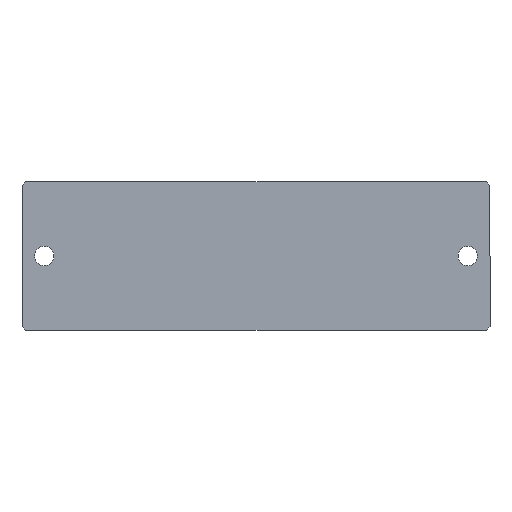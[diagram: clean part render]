
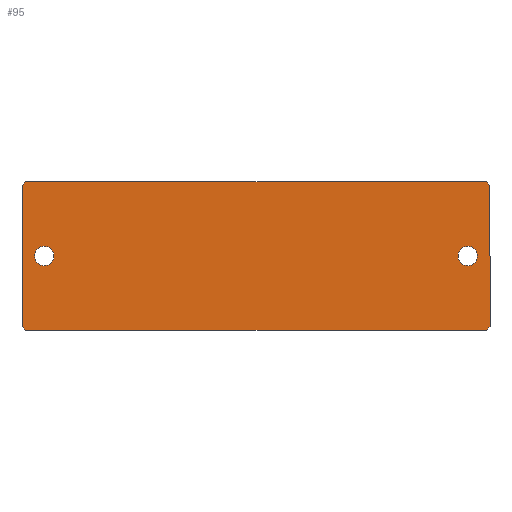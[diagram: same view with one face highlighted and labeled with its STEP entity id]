
A CAD part, top view. The second image highlights one B-rep face of the part: STEP entity #95.
In plain terms, the highlighted planar face has unit normal (0, 0, 1).
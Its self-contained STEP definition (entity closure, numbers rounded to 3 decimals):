
#8 = VECTOR ( 'NONE', #398, 1000. ) ;
#11 = AXIS2_PLACEMENT_3D ( 'NONE', #468, #438, #450 ) ;
#12 = VECTOR ( 'NONE', #407, 1000. ) ;
#23 = CIRCLE ( 'NONE', #11, 1.3 ) ;
#32 = VECTOR ( 'NONE', #410, 1000. ) ;
#42 = VECTOR ( 'NONE', #437, 1000. ) ;
#44 = AXIS2_PLACEMENT_3D ( 'NONE', #269, #255, #274 ) ;
#51 = AXIS2_PLACEMENT_3D ( 'NONE', #338, #309, #290 ) ;
#53 = CIRCLE ( 'NONE', #58, 1.3 ) ;
#54 = CIRCLE ( 'NONE', #44, 1.3 ) ;
#55 = VECTOR ( 'NONE', #266, 1000. ) ;
#58 = AXIS2_PLACEMENT_3D ( 'NONE', #250, #278, #257 ) ;
#64 = VECTOR ( 'NONE', #368, 1000. ) ;
#67 = VECTOR ( 'NONE', #383, 1000. ) ;
#74 = CIRCLE ( 'NONE', #75, 1.3 ) ;
#75 = AXIS2_PLACEMENT_3D ( 'NONE', #390, #414, #388 ) ;
#78 = VECTOR ( 'NONE', #347, 1000. ) ;
#86 = EDGE_CURVE ( 'NONE', #173, #153, #54, .T. ) ;
#87 = EDGE_CURVE ( 'NONE', #158, #162, #289, .T. ) ;
#90 = EDGE_CURVE ( 'NONE', #174, #160, #53, .T. ) ;
#95 = ADVANCED_FACE ( 'NONE', ( #336, #324, #337 ), #302, .T. ) ;
#108 = EDGE_CURVE ( 'NONE', #176, #158, #359, .T. ) ;
#109 = EDGE_CURVE ( 'NONE', #152, #149, #370, .T. ) ;
#114 = EDGE_CURVE ( 'NONE', #149, #164, #344, .T. ) ;
#116 = EDGE_CURVE ( 'NONE', #160, #174, #74, .T. ) ;
#121 = EDGE_CURVE ( 'NONE', #164, #167, #385, .T. ) ;
#122 = EDGE_CURVE ( 'NONE', #167, #176, #405, .T. ) ;
#125 = EDGE_CURVE ( 'NONE', #162, #177, #409, .T. ) ;
#130 = EDGE_CURVE ( 'NONE', #153, #173, #23, .T. ) ;
#133 = EDGE_CURVE ( 'NONE', #177, #152, #461, .T. ) ;
#148 = ORIENTED_EDGE ( 'NONE', *, *, #130, .F. ) ;
#149 = VERTEX_POINT ( 'NONE', #441 ) ;
#152 = VERTEX_POINT ( 'NONE', #456 ) ;
#153 = VERTEX_POINT ( 'NONE', #454 ) ;
#156 = ORIENTED_EDGE ( 'NONE', *, *, #122, .T. ) ;
#158 = VERTEX_POINT ( 'NONE', #464 ) ;
#160 = VERTEX_POINT ( 'NONE', #469 ) ;
#162 = VERTEX_POINT ( 'NONE', #453 ) ;
#164 = VERTEX_POINT ( 'NONE', #445 ) ;
#167 = VERTEX_POINT ( 'NONE', #426 ) ;
#173 = VERTEX_POINT ( 'NONE', #457 ) ;
#174 = VERTEX_POINT ( 'NONE', #448 ) ;
#176 = VERTEX_POINT ( 'NONE', #435 ) ;
#177 = VERTEX_POINT ( 'NONE', #436 ) ;
#179 = ORIENTED_EDGE ( 'NONE', *, *, #90, .F. ) ;
#190 = ORIENTED_EDGE ( 'NONE', *, *, #121, .T. ) ;
#191 = ORIENTED_EDGE ( 'NONE', *, *, #86, .F. ) ;
#194 = ORIENTED_EDGE ( 'NONE', *, *, #87, .T. ) ;
#197 = ORIENTED_EDGE ( 'NONE', *, *, #125, .T. ) ;
#198 = ORIENTED_EDGE ( 'NONE', *, *, #133, .T. ) ;
#202 = ORIENTED_EDGE ( 'NONE', *, *, #116, .F. ) ;
#211 = ORIENTED_EDGE ( 'NONE', *, *, #109, .T. ) ;
#216 = ORIENTED_EDGE ( 'NONE', *, *, #108, .T. ) ;
#238 = EDGE_LOOP ( 'NONE', ( #148, #191 ) ) ;
#241 = ORIENTED_EDGE ( 'NONE', *, *, #114, .T. ) ;
#248 = EDGE_LOOP ( 'NONE', ( #190, #156, #216, #194, #197, #198, #211, #241 ) ) ;
#250 = CARTESIAN_POINT ( 'NONE',  ( -28.5, 0., 0.76 ) ) ;
#255 = DIRECTION ( 'NONE',  ( 0., 0., 1. ) ) ;
#257 = DIRECTION ( 'NONE',  ( 1., 0., 0. ) ) ;
#263 = EDGE_LOOP ( 'NONE', ( #179, #202 ) ) ;
#266 = DIRECTION ( 'NONE',  ( -0.707, -0.707, 0. ) ) ;
#269 = CARTESIAN_POINT ( 'NONE',  ( 28.5, 0., 0.76 ) ) ;
#274 = DIRECTION ( 'NONE',  ( 1., 0., 0. ) ) ;
#278 = DIRECTION ( 'NONE',  ( 0., 0., 1. ) ) ;
#285 = CARTESIAN_POINT ( 'NONE',  ( -41.25, -0.25, 0.76 ) ) ;
#289 = LINE ( 'NONE', #285, #55 ) ;
#290 = DIRECTION ( 'NONE',  ( 1., 0., 0. ) ) ;
#302 = PLANE ( 'NONE',  #51 ) ;
#309 = DIRECTION ( 'NONE',  ( 0., 0., 1. ) ) ;
#324 = FACE_BOUND ( 'NONE', #238, .T. ) ;
#336 = FACE_BOUND ( 'NONE', #263, .T. ) ;
#337 = FACE_OUTER_BOUND ( 'NONE', #248, .T. ) ;
#338 = CARTESIAN_POINT ( 'NONE',  ( -31.5, -10., 0.76 ) ) ;
#344 = LINE ( 'NONE', #353, #67 ) ;
#347 = DIRECTION ( 'NONE',  ( -1., 0., 0. ) ) ;
#351 = CARTESIAN_POINT ( 'NONE',  ( -31.5, 10., 0.76 ) ) ;
#353 = CARTESIAN_POINT ( 'NONE',  ( -0.25, -41.25, 0.76 ) ) ;
#359 = LINE ( 'NONE', #351, #78 ) ;
#365 = CARTESIAN_POINT ( 'NONE',  ( -31.5, -10., 0.76 ) ) ;
#368 = DIRECTION ( 'NONE',  ( 1., 0., 0. ) ) ;
#370 = LINE ( 'NONE', #365, #64 ) ;
#378 = CARTESIAN_POINT ( 'NONE',  ( 9.75, 31.25, 0.76 ) ) ;
#383 = DIRECTION ( 'NONE',  ( 0.707, 0.707, 0. ) ) ;
#385 = LINE ( 'NONE', #396, #8 ) ;
#388 = DIRECTION ( 'NONE',  ( 1., 0., 0. ) ) ;
#390 = CARTESIAN_POINT ( 'NONE',  ( -28.5, 0., 0.76 ) ) ;
#396 = CARTESIAN_POINT ( 'NONE',  ( 31.5, 10., 0.76 ) ) ;
#398 = DIRECTION ( 'NONE',  ( 0., 1., 0. ) ) ;
#405 = LINE ( 'NONE', #378, #12 ) ;
#407 = DIRECTION ( 'NONE',  ( -0.707, 0.707, 0. ) ) ;
#409 = LINE ( 'NONE', #420, #32 ) ;
#410 = DIRECTION ( 'NONE',  ( 0., -1., 0. ) ) ;
#414 = DIRECTION ( 'NONE',  ( 0., 0., 1. ) ) ;
#420 = CARTESIAN_POINT ( 'NONE',  ( -31.5, 10., 0.76 ) ) ;
#426 = CARTESIAN_POINT ( 'NONE',  ( 31.5, 9.5, 0.76 ) ) ;
#428 = CARTESIAN_POINT ( 'NONE',  ( -31.25, -9.75, 0.76 ) ) ;
#435 = CARTESIAN_POINT ( 'NONE',  ( 31., 10., 0.76 ) ) ;
#436 = CARTESIAN_POINT ( 'NONE',  ( -31.5, -9.5, 0.76 ) ) ;
#437 = DIRECTION ( 'NONE',  ( 0.707, -0.707, 0. ) ) ;
#438 = DIRECTION ( 'NONE',  ( 0., 0., 1. ) ) ;
#441 = CARTESIAN_POINT ( 'NONE',  ( 31., -10., 0.76 ) ) ;
#445 = CARTESIAN_POINT ( 'NONE',  ( 31.5, -9.5, 0.76 ) ) ;
#448 = CARTESIAN_POINT ( 'NONE',  ( -27.2, 0., 0.76 ) ) ;
#450 = DIRECTION ( 'NONE',  ( 1., 0., 0. ) ) ;
#453 = CARTESIAN_POINT ( 'NONE',  ( -31.5, 9.5, 0.76 ) ) ;
#454 = CARTESIAN_POINT ( 'NONE',  ( 29.8, 0., 0.76 ) ) ;
#456 = CARTESIAN_POINT ( 'NONE',  ( -31., -10., 0.76 ) ) ;
#457 = CARTESIAN_POINT ( 'NONE',  ( 27.2, 0., 0.76 ) ) ;
#461 = LINE ( 'NONE', #428, #42 ) ;
#464 = CARTESIAN_POINT ( 'NONE',  ( -31., 10., 0.76 ) ) ;
#468 = CARTESIAN_POINT ( 'NONE',  ( 28.5, 0., 0.76 ) ) ;
#469 = CARTESIAN_POINT ( 'NONE',  ( -29.8, 0., 0.76 ) ) ;
